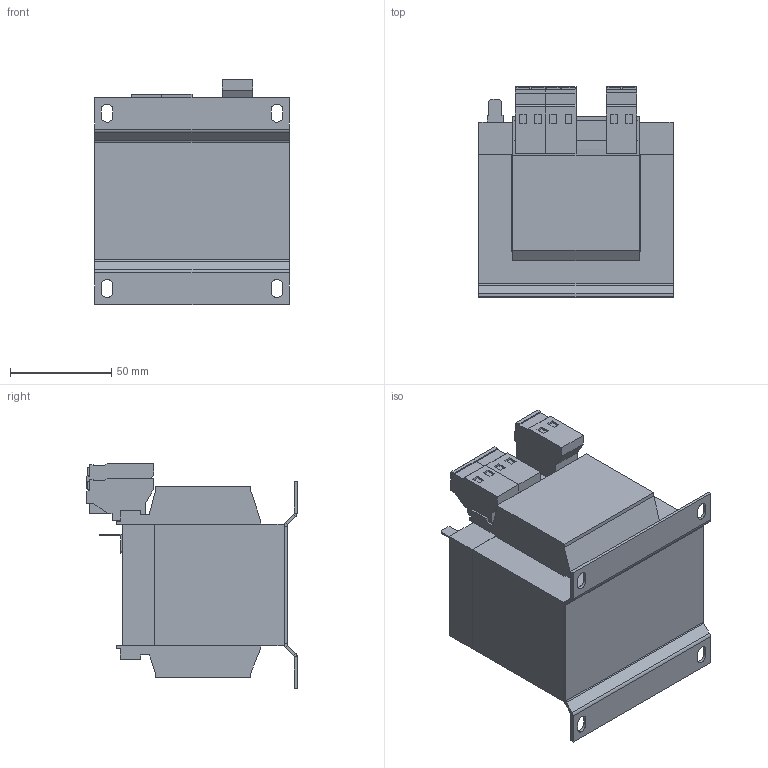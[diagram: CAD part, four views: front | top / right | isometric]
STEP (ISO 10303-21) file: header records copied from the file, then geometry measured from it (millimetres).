
FILE_DESCRIPTION (( 'STEP AP214' ), '1' );
FILE_NAME ('226104.STEP', '2020-07-02T07:45:21', ( '' ), ( '' ), 'SwSTEP 2.0', 'SolidWorks 2018', '' );
FILE_SCHEMA (( 'AUTOMOTIVE_DESIGN' ));
Length unit declared in the file: millimetre
Products named in the file (1): 226104
Bounding box: 96 x 104 x 111.3 mm (x, y, z)
Volume: 616867.5 mm3; surface area: 84336.1 mm2
Topology: 1 solids, 1 shells, 278 faces, 728 edges, 468 vertices
Faces by surface type: plane 246, cylinder 32
Entity records: 8418 total; most frequent: CARTESIAN_POINT 1475, ORIENTED_EDGE 1456, DIRECTION 1350, EDGE_CURVE 728, LINE 664, VECTOR 664, VERTEX_POINT 468, AXIS2_PLACEMENT_3D 343
